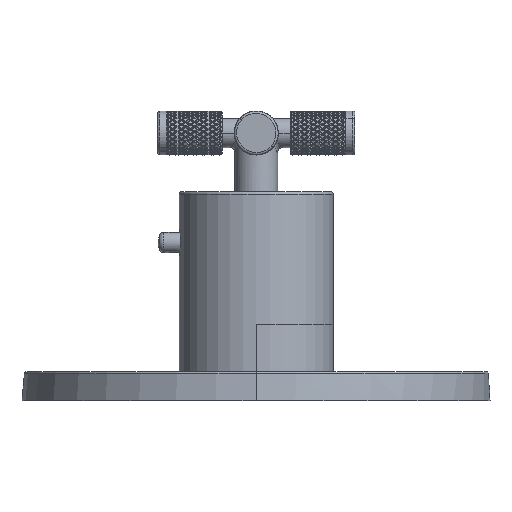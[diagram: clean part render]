
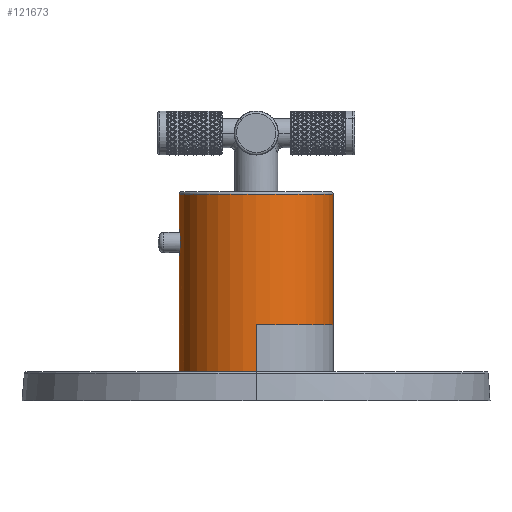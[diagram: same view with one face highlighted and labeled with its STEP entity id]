
A CAD part, left-side view. The second image highlights one B-rep face of the part: STEP entity #121673.
In plain terms, the highlighted cylindrical face has radius 25.019 mm (diameter 50.038 mm), a partial arc.
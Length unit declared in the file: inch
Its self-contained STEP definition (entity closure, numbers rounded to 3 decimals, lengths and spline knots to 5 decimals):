
#2004=CARTESIAN_POINT('',(0.,0.,0.285));
#2005=DIRECTION('',(0.,0.,1.));
#2006=DIRECTION('',(1.,0.,0.));
#2007=AXIS2_PLACEMENT_3D('',#2004,#2005,#2006);
#2023=CARTESIAN_POINT('',(0.,0.,0.979));
#2024=DIRECTION('',(0.,0.,1.));
#2025=DIRECTION('',(1.,0.,0.));
#2026=AXIS2_PLACEMENT_3D('',#2023,#2024,#2025);
#2028=CARTESIAN_POINT('',(0.,0.985,2.204));
#2029=CARTESIAN_POINT('',(-0.004,0.985,2.204));
#2030=CARTESIAN_POINT('',(-0.01199,0.98495,
2.20368));
#2031=CARTESIAN_POINT('',(-0.02398,0.98473,
2.20222));
#2032=CARTESIAN_POINT('',(-0.03583,0.98437,
2.19979));
#2033=CARTESIAN_POINT('',(-0.04756,0.98387,
2.19639));
#2034=CARTESIAN_POINT('',(-0.0591,0.98325,
2.19201));
#2035=CARTESIAN_POINT('',(-0.07036,0.98251,
2.18667));
#2036=CARTESIAN_POINT('',(-0.08134,0.98166,
2.18034));
#2037=CARTESIAN_POINT('',(-0.09189,0.98072,
2.17307));
#2038=CARTESIAN_POINT('',(-0.102,0.97972,
2.16486));
#2039=CARTESIAN_POINT('',(-0.11158,0.97868,
2.15573));
#2040=CARTESIAN_POINT('',(-0.1205,0.97761,
2.14576));
#2041=CARTESIAN_POINT('',(-0.12876,0.97656,
2.13495));
#2042=CARTESIAN_POINT('',(-0.13621,0.97555,
2.12343));
#2043=CARTESIAN_POINT('',(-0.14282,0.9746,
2.11121));
#2044=CARTESIAN_POINT('',(-0.14852,0.97374,
2.09841));
#2045=CARTESIAN_POINT('',(-0.15325,0.97301,
2.08515));
#2046=CARTESIAN_POINT('',(-0.15698,0.97241,
2.07144));
#2047=CARTESIAN_POINT('',(-0.15966,0.97197,
2.05748));
#2048=CARTESIAN_POINT('',(-0.16129,0.97171,
2.04328));
#2049=CARTESIAN_POINT('',(-0.16183,0.97162,
2.029));
#2050=CARTESIAN_POINT('',(-0.16129,0.97171,
2.01472));
#2051=CARTESIAN_POINT('',(-0.15966,0.97197,
2.00053));
#2052=CARTESIAN_POINT('',(-0.15698,0.97241,
1.98657));
#2053=CARTESIAN_POINT('',(-0.15325,0.97301,
1.97286));
#2054=CARTESIAN_POINT('',(-0.14853,0.97374,
1.95959));
#2055=CARTESIAN_POINT('',(-0.14282,0.9746,
1.94679));
#2056=CARTESIAN_POINT('',(-0.13621,0.97555,
1.93458));
#2057=CARTESIAN_POINT('',(-0.12876,0.97656,
1.92305));
#2058=CARTESIAN_POINT('',(-0.12051,0.97761,
1.91224));
#2059=CARTESIAN_POINT('',(-0.11158,0.97867,
1.90227));
#2060=CARTESIAN_POINT('',(-0.10201,0.97972,
1.89314));
#2061=CARTESIAN_POINT('',(-0.0919,0.98072,
1.88493));
#2062=CARTESIAN_POINT('',(-0.08134,0.98166,
1.87766));
#2063=CARTESIAN_POINT('',(-0.07036,0.9825,
1.87133));
#2064=CARTESIAN_POINT('',(-0.05911,0.98325,
1.86599));
#2065=CARTESIAN_POINT('',(-0.04757,0.98387,
1.86161));
#2066=CARTESIAN_POINT('',(-0.03583,0.98437,
1.85821));
#2067=CARTESIAN_POINT('',(-0.02398,0.98473,
1.85578));
#2068=CARTESIAN_POINT('',(-0.01199,0.98495,
1.85432));
#2069=CARTESIAN_POINT('',(-0.004,0.985,1.854));
#2070=CARTESIAN_POINT('',(0.,0.985,1.854));
#2072=CARTESIAN_POINT('',(0.,0.,2.649));
#2073=DIRECTION('',(0.,0.,1.));
#2074=DIRECTION('',(0.,1.,0.));
#2075=AXIS2_PLACEMENT_3D('',#2072,#2073,#2074);
#2077=DIRECTION('',(0.,0.,1.));
#2078=VECTOR('',#2077,0.694);
#2079=CARTESIAN_POINT('',(0.985,0.,0.285));
#2080=LINE('',#2079,#2078);
#2081=CARTESIAN_POINT('',(0.,0.,0.979));
#2082=DIRECTION('',(0.,0.,1.));
#2083=DIRECTION('',(-1.,0.,0.));
#2084=AXIS2_PLACEMENT_3D('',#2081,#2082,#2083);
#2086=DIRECTION('',(0.,0.,1.));
#2087=VECTOR('',#2086,1.67);
#2088=CARTESIAN_POINT('',(0.,-0.985,0.979));
#2089=LINE('',#2088,#2087);
#2095=DIRECTION('',(0.,0.,1.));
#2096=VECTOR('',#2095,0.445);
#2097=CARTESIAN_POINT('',(0.,0.985,2.204));
#2098=LINE('',#2097,#2096);
#2143=DIRECTION('',(0.,0.,1.));
#2144=VECTOR('',#2143,0.875);
#2145=CARTESIAN_POINT('',(0.,0.985,0.979));
#2146=LINE('',#2145,#2144);
#2147=DIRECTION('',(0.,0.,1.));
#2148=VECTOR('',#2147,0.694);
#2149=CARTESIAN_POINT('',(-0.985,0.,0.285));
#2150=LINE('',#2149,#2148);
#112906=CARTESIAN_POINT('',(0.985,0.,0.285));
#112907=CARTESIAN_POINT('',(-0.985,0.,0.285));
#112908=VERTEX_POINT('',#112906);
#112909=VERTEX_POINT('',#112907);
#112914=CARTESIAN_POINT('',(0.,0.985,2.649));
#112915=CARTESIAN_POINT('',(0.,-0.985,2.649));
#112916=VERTEX_POINT('',#112914);
#112917=VERTEX_POINT('',#112915);
#112918=VERTEX_POINT('',#2028);
#112919=VERTEX_POINT('',#2070);
#112922=CARTESIAN_POINT('',(-0.985,0.,0.979));
#112923=CARTESIAN_POINT('',(0.,-0.985,0.979));
#112924=VERTEX_POINT('',#112922);
#112925=VERTEX_POINT('',#112923);
#112926=CARTESIAN_POINT('',(0.985,0.,0.979));
#112927=CARTESIAN_POINT('',(0.,0.985,0.979));
#112928=VERTEX_POINT('',#112926);
#112929=VERTEX_POINT('',#112927);
#121647=CARTESIAN_POINT('',(0.,0.,-0.281));
#121648=DIRECTION('',(0.,0.,1.));
#121649=DIRECTION('',(1.,0.,0.));
#121650=AXIS2_PLACEMENT_3D('',#121647,#121648,#121649);
#121651=CYLINDRICAL_SURFACE('',#121650,0.985);
#121653=ORIENTED_EDGE('',*,*,#121652,.T.);
#121655=ORIENTED_EDGE('',*,*,#121654,.T.);
#121657=ORIENTED_EDGE('',*,*,#121656,.F.);
#121659=ORIENTED_EDGE('',*,*,#121658,.T.);
#121661=ORIENTED_EDGE('',*,*,#121660,.T.);
#121663=ORIENTED_EDGE('',*,*,#121662,.F.);
#121665=ORIENTED_EDGE('',*,*,#121664,.F.);
#121667=ORIENTED_EDGE('',*,*,#121666,.F.);
#121668=ORIENTED_EDGE('',*,*,#121628,.F.);
#121670=ORIENTED_EDGE('',*,*,#121669,.T.);
#121671=EDGE_LOOP('',(#121653,#121655,#121657,#121659,#121661,#121663,#121665,
#121667,#121668,#121670));
#121672=FACE_OUTER_BOUND('',#121671,.F.);
#121673=ADVANCED_FACE('',(#121672),#121651,.T.);
#2008=CIRCLE('',#2007,0.985);
#2027=CIRCLE('',#2026,0.985);
#2071=B_SPLINE_CURVE_WITH_KNOTS('',3,(#2028,#2029,#2030,#2031,#2032,#2033,#2034,
#2035,#2036,#2037,#2038,#2039,#2040,#2041,#2042,#2043,#2044,#2045,#2046,#2047,
#2048,#2049,#2050,#2051,#2052,#2053,#2054,#2055,#2056,#2057,#2058,#2059,#2060,
#2061,#2062,#2063,#2064,#2065,#2066,#2067,#2068,#2069,#2070),.UNSPECIFIED.,.F.,
.F.,(4,1,1,1,1,1,1,1,1,1,1,1,1,1,1,1,1,1,1,1,1,1,1,1,1,1,1,1,1,1,1,1,1,1,1,1,1,
1,1,1,4),(0.,0.025,0.05,0.075,0.1,0.125,0.15,0.175,0.2,0.225,
0.25,0.275,0.3,0.325,0.35,0.375,0.4,0.425,0.45,0.475,0.5,
0.525,0.55,0.575,0.6,0.625,0.65,0.675,0.7,0.725,0.75,
0.775,0.8,0.825,0.85,0.875,0.9,0.925,0.95,0.975,1.),
.UNSPECIFIED.);
#2076=CIRCLE('',#2075,0.985);
#2085=CIRCLE('',#2084,0.985);
#121628=EDGE_CURVE('',#112908,#112909,#2008,.T.);
#121652=EDGE_CURVE('',#112928,#112929,#2027,.T.);
#121654=EDGE_CURVE('',#112929,#112919,#2146,.T.);
#121656=EDGE_CURVE('',#112918,#112919,#2071,.T.);
#121658=EDGE_CURVE('',#112918,#112916,#2098,.T.);
#121660=EDGE_CURVE('',#112916,#112917,#2076,.T.);
#121662=EDGE_CURVE('',#112925,#112917,#2089,.T.);
#121664=EDGE_CURVE('',#112924,#112925,#2085,.T.);
#121666=EDGE_CURVE('',#112909,#112924,#2150,.T.);
#121669=EDGE_CURVE('',#112908,#112928,#2080,.T.);
